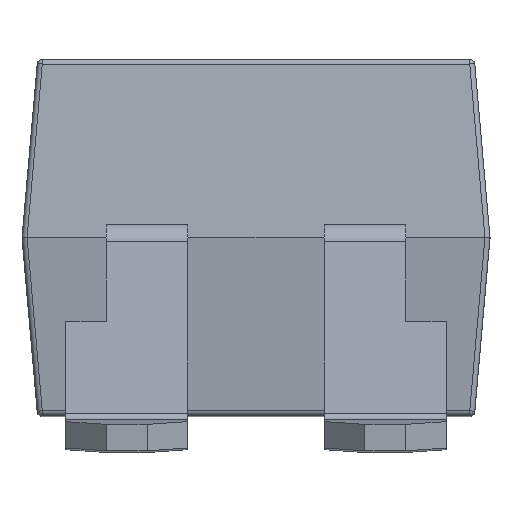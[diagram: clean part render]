
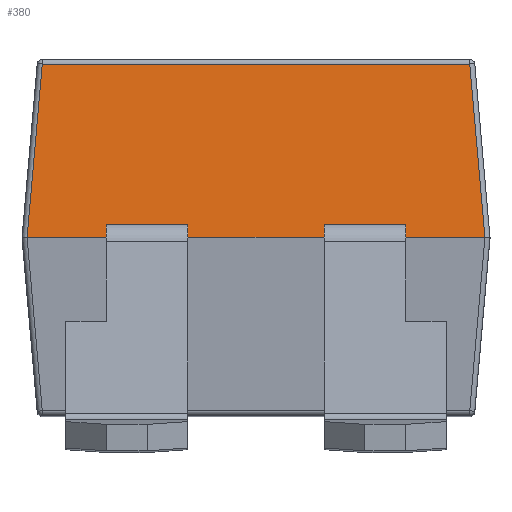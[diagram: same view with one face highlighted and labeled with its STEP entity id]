
A CAD part, top view. The second image highlights one B-rep face of the part: STEP entity #380.
In plain terms, the highlighted planar face has unit normal (0, 0.087, 0.996).
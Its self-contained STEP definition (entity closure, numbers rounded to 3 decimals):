
#1 = CARTESIAN_POINT ( 'NONE',  ( 2.3, 2.1, 3.25 ) ) ;
#53 = EDGE_CURVE ( 'NONE', #2976, #3355, #1996, .T. ) ;
#147 = DIRECTION ( 'NONE',  ( 0., 0.996, -0.087 ) ) ;
#195 = EDGE_CURVE ( 'NONE', #723, #2976, #2765, .T. ) ;
#222 = CARTESIAN_POINT ( 'NONE',  ( -0.67, 2.23, 3.239 ) ) ;
#227 = FACE_OUTER_BOUND ( 'NONE', #812, .T. ) ;
#316 = ORIENTED_EDGE ( 'NONE', *, *, #939, .T. ) ;
#336 = CARTESIAN_POINT ( 'NONE',  ( 2.3, 2.1, 3.25 ) ) ;
#349 = DIRECTION ( 'NONE',  ( 1., 0., 0. ) ) ;
#365 = ORIENTED_EDGE ( 'NONE', *, *, #1104, .T. ) ;
#380 = ADVANCED_FACE ( 'NONE', ( #227 ), #2334, .T. ) ;
#457 = CARTESIAN_POINT ( 'NONE',  ( 2.3, 2.1, 3.25 ) ) ;
#459 = CARTESIAN_POINT ( 'NONE',  ( 2.251, 2.096, 3.25 ) ) ;
#461 = ORIENTED_EDGE ( 'NONE', *, *, #3984, .T. ) ;
#487 = CARTESIAN_POINT ( 'NONE',  ( -1.47, 2.23, 3.239 ) ) ;
#496 = VECTOR ( 'NONE', #525, 1000. ) ;
#525 = DIRECTION ( 'NONE',  ( -1., 0., 0. ) ) ;
#532 = EDGE_CURVE ( 'NONE', #2485, #3355, #2172, .T. ) ;
#723 = VERTEX_POINT ( 'NONE', #937 ) ;
#760 = DIRECTION ( 'NONE',  ( -0.087, 0.992, -0.087 ) ) ;
#812 = EDGE_LOOP ( 'NONE', ( #1980, #461, #1565, #3665, #1301, #3557, #1835, #316, #3180, #4283, #365, #2705 ) ) ;
#839 = VECTOR ( 'NONE', #3626, 1000. ) ;
#854 = LINE ( 'NONE', #2823, #496 ) ;
#937 = CARTESIAN_POINT ( 'NONE',  ( -0.67, 2.1, 3.25 ) ) ;
#939 = EDGE_CURVE ( 'NONE', #1595, #2559, #2277, .T. ) ;
#1035 = VECTOR ( 'NONE', #1783, 1000. ) ;
#1104 = EDGE_CURVE ( 'NONE', #2662, #2926, #3793, .T. ) ;
#1165 = LINE ( 'NONE', #3590, #1935 ) ;
#1186 = DIRECTION ( 'NONE',  ( 1., 0., 0. ) ) ;
#1223 = LINE ( 'NONE', #2167, #1311 ) ;
#1284 = DIRECTION ( 'NONE',  ( 0., -0.996, 0.087 ) ) ;
#1301 = ORIENTED_EDGE ( 'NONE', *, *, #53, .T. ) ;
#1311 = VECTOR ( 'NONE', #1186, 1000. ) ;
#1388 = DIRECTION ( 'NONE',  ( 0., 0.996, -0.087 ) ) ;
#1401 = CARTESIAN_POINT ( 'NONE',  ( 1.47, 2.23, 3.239 ) ) ;
#1538 = CARTESIAN_POINT ( 'NONE',  ( 0.67, 2.23, 3.239 ) ) ;
#1565 = ORIENTED_EDGE ( 'NONE', *, *, #3596, .T. ) ;
#1595 = VERTEX_POINT ( 'NONE', #1715 ) ;
#1626 = EDGE_CURVE ( 'NONE', #1831, #1665, #3695, .T. ) ;
#1665 = VERTEX_POINT ( 'NONE', #487 ) ;
#1715 = CARTESIAN_POINT ( 'NONE',  ( 1.47, 2.1, 3.25 ) ) ;
#1741 = EDGE_CURVE ( 'NONE', #2559, #3367, #3059, .T. ) ;
#1779 = CARTESIAN_POINT ( 'NONE',  ( 1.47, 2.1, 3.25 ) ) ;
#1783 = DIRECTION ( 'NONE',  ( -1., 0., 0. ) ) ;
#1816 = VECTOR ( 'NONE', #4091, 1000. ) ;
#1831 = VERTEX_POINT ( 'NONE', #3041 ) ;
#1835 = ORIENTED_EDGE ( 'NONE', *, *, #2957, .F. ) ;
#1892 = VECTOR ( 'NONE', #2387, 1000. ) ;
#1916 = LINE ( 'NONE', #1779, #2631 ) ;
#1935 = VECTOR ( 'NONE', #1284, 1000. ) ;
#1980 = ORIENTED_EDGE ( 'NONE', *, *, #1626, .T. ) ;
#1996 = LINE ( 'NONE', #2703, #4196 ) ;
#2004 = DIRECTION ( 'NONE',  ( 0., 0.087, 0.996 ) ) ;
#2011 = VERTEX_POINT ( 'NONE', #222 ) ;
#2021 = EDGE_CURVE ( 'NONE', #3367, #2662, #854, .T. ) ;
#2102 = CARTESIAN_POINT ( 'NONE',  ( 0.67, 2.1, 3.25 ) ) ;
#2132 = VECTOR ( 'NONE', #760, 1000. ) ;
#2167 = CARTESIAN_POINT ( 'NONE',  ( -1.87, 2.23, 3.239 ) ) ;
#2172 = LINE ( 'NONE', #4063, #1035 ) ;
#2199 = EDGE_CURVE ( 'NONE', #2926, #1831, #3921, .T. ) ;
#2277 = LINE ( 'NONE', #336, #839 ) ;
#2334 = PLANE ( 'NONE',  #2794 ) ;
#2359 = DIRECTION ( 'NONE',  ( 0., -0.996, 0.087 ) ) ;
#2387 = DIRECTION ( 'NONE',  ( 1., 0., 0. ) ) ;
#2442 = CARTESIAN_POINT ( 'NONE',  ( -2.25, 2.1, 3.25 ) ) ;
#2485 = VERTEX_POINT ( 'NONE', #1401 ) ;
#2535 = CARTESIAN_POINT ( 'NONE',  ( 2.101, 3.804, 3.101 ) ) ;
#2559 = VERTEX_POINT ( 'NONE', #4228 ) ;
#2628 = VECTOR ( 'NONE', #3848, 1000. ) ;
#2631 = VECTOR ( 'NONE', #147, 1000. ) ;
#2662 = VERTEX_POINT ( 'NONE', #2949 ) ;
#2703 = CARTESIAN_POINT ( 'NONE',  ( 0.67, 2.1, 3.25 ) ) ;
#2705 = ORIENTED_EDGE ( 'NONE', *, *, #2199, .T. ) ;
#2730 = CARTESIAN_POINT ( 'NONE',  ( -1.47, 2.1, 3.25 ) ) ;
#2765 = LINE ( 'NONE', #457, #1892 ) ;
#2794 = AXIS2_PLACEMENT_3D ( 'NONE', #3360, #2004, #2359 ) ;
#2823 = CARTESIAN_POINT ( 'NONE',  ( -2.147, 3.804, 3.101 ) ) ;
#2926 = VERTEX_POINT ( 'NONE', #2442 ) ;
#2949 = CARTESIAN_POINT ( 'NONE',  ( -2.101, 3.804, 3.101 ) ) ;
#2953 = VECTOR ( 'NONE', #349, 1000. ) ;
#2957 = EDGE_CURVE ( 'NONE', #1595, #2485, #1916, .T. ) ;
#2976 = VERTEX_POINT ( 'NONE', #2102 ) ;
#3041 = CARTESIAN_POINT ( 'NONE',  ( -1.47, 2.1, 3.25 ) ) ;
#3059 = LINE ( 'NONE', #459, #2132 ) ;
#3180 = ORIENTED_EDGE ( 'NONE', *, *, #1741, .T. ) ;
#3355 = VERTEX_POINT ( 'NONE', #1538 ) ;
#3360 = CARTESIAN_POINT ( 'NONE',  ( 2.3, 2.1, 3.25 ) ) ;
#3367 = VERTEX_POINT ( 'NONE', #2535 ) ;
#3557 = ORIENTED_EDGE ( 'NONE', *, *, #532, .F. ) ;
#3590 = CARTESIAN_POINT ( 'NONE',  ( -0.67, 2.1, 3.25 ) ) ;
#3596 = EDGE_CURVE ( 'NONE', #2011, #723, #1165, .T. ) ;
#3626 = DIRECTION ( 'NONE',  ( 1., 0., 0. ) ) ;
#3665 = ORIENTED_EDGE ( 'NONE', *, *, #195, .T. ) ;
#3695 = LINE ( 'NONE', #2730, #1816 ) ;
#3793 = LINE ( 'NONE', #4208, #2628 ) ;
#3848 = DIRECTION ( 'NONE',  ( -0.087, -0.992, 0.087 ) ) ;
#3921 = LINE ( 'NONE', #1, #2953 ) ;
#3984 = EDGE_CURVE ( 'NONE', #1665, #2011, #1223, .T. ) ;
#4063 = CARTESIAN_POINT ( 'NONE',  ( 1.87, 2.23, 3.239 ) ) ;
#4091 = DIRECTION ( 'NONE',  ( 0., 0.996, -0.087 ) ) ;
#4196 = VECTOR ( 'NONE', #1388, 1000. ) ;
#4208 = CARTESIAN_POINT ( 'NONE',  ( -2.216, 2.492, 3.216 ) ) ;
#4228 = CARTESIAN_POINT ( 'NONE',  ( 2.25, 2.1, 3.25 ) ) ;
#4283 = ORIENTED_EDGE ( 'NONE', *, *, #2021, .T. ) ;
